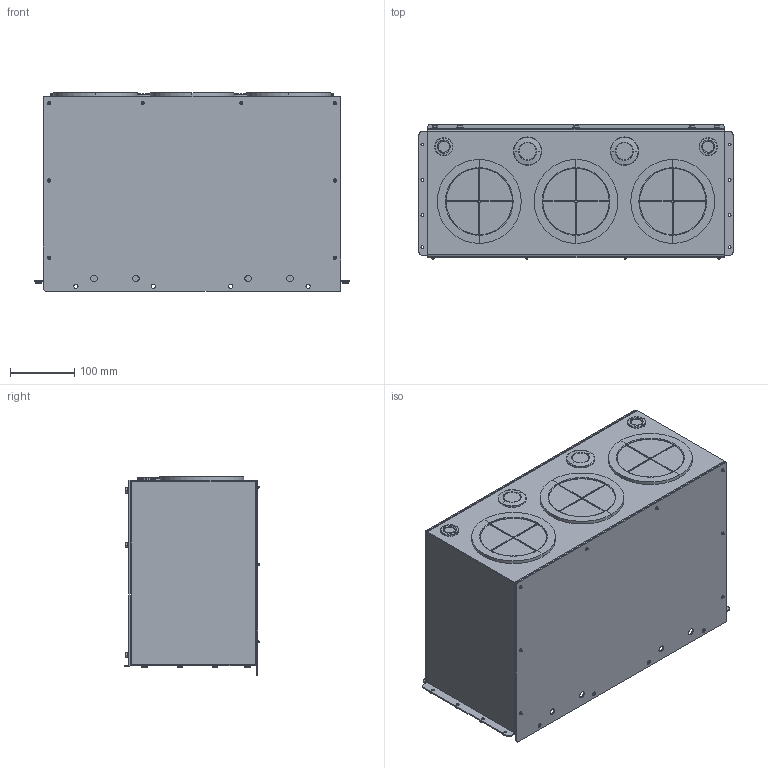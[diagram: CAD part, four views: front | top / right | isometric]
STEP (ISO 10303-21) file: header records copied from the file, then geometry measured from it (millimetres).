
FILE_DESCRIPTION (( 'STEP AP214' ), '1' );
FILE_NAME ('GS4-CBX-G.STEP', '2017-05-23T14:44:02', ( '' ), ( '' ), 'SwSTEP 2.0', 'SolidWorks 2015', '' );
FILE_SCHEMA (( 'AUTOMOTIVE_DESIGN' ));
Length unit declared in the file: inch
Products named in the file (1): GS4-CBX-G
Bounding box: 487 x 209.71 x 308.33 mm (x, y, z)
Surface area: 935094.7 mm2 (no closed solid volume)
Topology: 0 solids, 87 shells, 607 faces, 1883 edges, 1338 vertices
Faces by surface type: cylinder 291, plane 206, cone 46, torus 42, sphere 12, bspline 10
Entity records: 30639 total; most frequent: CARTESIAN_POINT 5795, DIRECTION 3817, ORIENTED_EDGE 2986, EDGE_CURVE 1871, AXIS2_PLACEMENT_3D 1514, VERTEX_POINT 1330, CIRCLE 916, VECTOR 789
